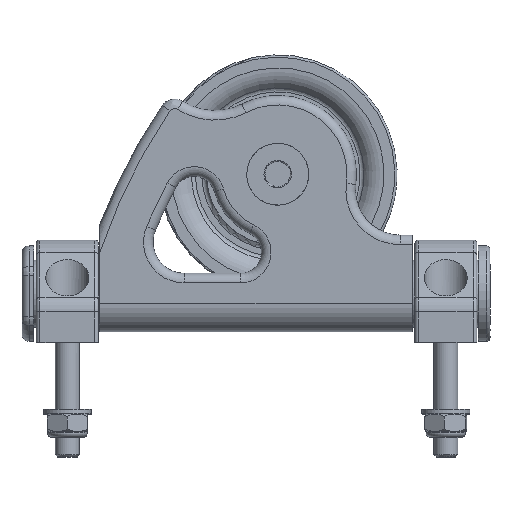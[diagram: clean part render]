
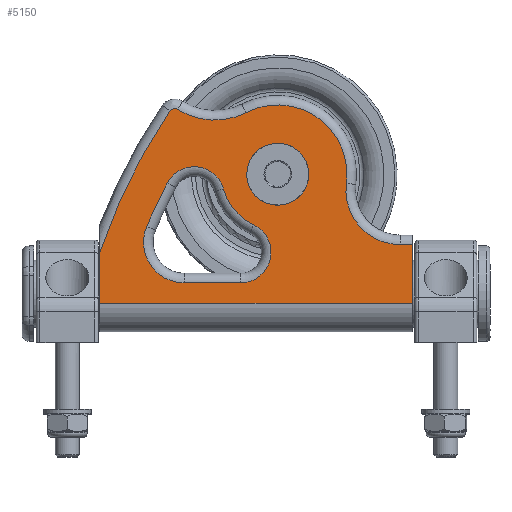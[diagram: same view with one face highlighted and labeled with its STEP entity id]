
A CAD part, top view. The second image highlights one B-rep face of the part: STEP entity #5150.
In plain terms, the highlighted planar face has unit normal (0, 0, 1).
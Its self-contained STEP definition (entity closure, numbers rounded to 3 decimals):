
#219=LINE('',#8638,#474);
#226=LINE('',#8690,#481);
#228=LINE('',#8700,#483);
#236=LINE('',#8781,#491);
#250=LINE('',#8856,#505);
#251=LINE('',#8896,#506);
#474=VECTOR('',#6510,10.);
#481=VECTOR('',#6529,10.);
#483=VECTOR('',#6539,10.);
#491=VECTOR('',#6643,10.);
#505=VECTOR('',#6727,10.);
#506=VECTOR('',#6770,10.);
#800=PLANE('',#5763);
#958=FACE_BOUND('',#1684,.T.);
#959=FACE_BOUND('',#1685,.T.);
#1247=FACE_OUTER_BOUND('',#1683,.T.);
#1683=EDGE_LOOP('',(#4310,#4311,#4312,#4313,#4314,#4315,#4316,#4317,#4318,
#4319));
#1684=EDGE_LOOP('',(#4320));
#1685=EDGE_LOOP('',(#4321,#4322,#4323,#4324,#4325,#4326));
#1994=CIRCLE('',#5553,23.5);
#1997=CIRCLE('',#5557,12.75);
#1999=CIRCLE('',#5560,12.75);
#2003=CIRCLE('',#5565,231.464);
#2005=CIRCLE('',#5569,17.);
#2025=CIRCLE('',#5605,246.);
#2028=CIRCLE('',#5608,2.25);
#2031=CIRCLE('',#5612,29.);
#2034=CIRCLE('',#5616,29.);
#2037=CIRCLE('',#5620,22.75);
#2102=CIRCLE('',#5735,12.95);
#2382=VERTEX_POINT('',#8636);
#2383=VERTEX_POINT('',#8637);
#2394=VERTEX_POINT('',#8688);
#2398=VERTEX_POINT('',#8698);
#2412=VERTEX_POINT('',#8751);
#2415=VERTEX_POINT('',#8756);
#2416=VERTEX_POINT('',#8760);
#2419=VERTEX_POINT('',#8767);
#2420=VERTEX_POINT('',#8772);
#2423=VERTEX_POINT('',#8779);
#2440=VERTEX_POINT('',#8855);
#2441=VERTEX_POINT('',#8859);
#2443=VERTEX_POINT('',#8873);
#2445=VERTEX_POINT('',#8879);
#2447=VERTEX_POINT('',#8885);
#2449=VERTEX_POINT('',#8891);
#2512=VERTEX_POINT('',#9210);
#2924=EDGE_CURVE('',#2382,#2383,#219,.T.);
#2938=EDGE_CURVE('',#2394,#2383,#226,.T.);
#2943=EDGE_CURVE('',#2394,#2398,#228,.T.);
#2971=EDGE_CURVE('',#2415,#2412,#1994,.T.);
#2974=EDGE_CURVE('',#2412,#2416,#1997,.T.);
#2976=EDGE_CURVE('',#2419,#2415,#1999,.T.);
#2980=EDGE_CURVE('',#2416,#2420,#2003,.T.);
#2982=EDGE_CURVE('',#2423,#2419,#236,.T.);
#2984=EDGE_CURVE('',#2420,#2423,#2005,.T.);
#3016=EDGE_CURVE('',#2440,#2382,#250,.T.);
#3018=EDGE_CURVE('',#2441,#2440,#2025,.T.);
#3021=EDGE_CURVE('',#2443,#2441,#2028,.T.);
#3024=EDGE_CURVE('',#2443,#2445,#2031,.T.);
#3027=EDGE_CURVE('',#2447,#2445,#2034,.T.);
#3030=EDGE_CURVE('',#2447,#2449,#2037,.T.);
#3033=EDGE_CURVE('',#2449,#2398,#251,.T.);
#3141=EDGE_CURVE('',#2512,#2512,#2102,.T.);
#4310=ORIENTED_EDGE('',*,*,#2924,.T.);
#4311=ORIENTED_EDGE('',*,*,#2938,.F.);
#4312=ORIENTED_EDGE('',*,*,#2943,.T.);
#4313=ORIENTED_EDGE('',*,*,#3033,.F.);
#4314=ORIENTED_EDGE('',*,*,#3030,.F.);
#4315=ORIENTED_EDGE('',*,*,#3027,.T.);
#4316=ORIENTED_EDGE('',*,*,#3024,.F.);
#4317=ORIENTED_EDGE('',*,*,#3021,.T.);
#4318=ORIENTED_EDGE('',*,*,#3018,.T.);
#4319=ORIENTED_EDGE('',*,*,#3016,.T.);
#4320=ORIENTED_EDGE('',*,*,#3141,.F.);
#4321=ORIENTED_EDGE('',*,*,#2971,.F.);
#4322=ORIENTED_EDGE('',*,*,#2976,.F.);
#4323=ORIENTED_EDGE('',*,*,#2982,.F.);
#4324=ORIENTED_EDGE('',*,*,#2984,.F.);
#4325=ORIENTED_EDGE('',*,*,#2980,.F.);
#4326=ORIENTED_EDGE('',*,*,#2974,.F.);
#5150=ADVANCED_FACE('',(#1247,#958,#959),#800,.T.);
#5553=AXIS2_PLACEMENT_3D('',#8758,#6613,#6614);
#5557=AXIS2_PLACEMENT_3D('',#8764,#6621,#6622);
#5560=AXIS2_PLACEMENT_3D('',#8769,#6627,#6628);
#5565=AXIS2_PLACEMENT_3D('',#8776,#6637,#6638);
#5569=AXIS2_PLACEMENT_3D('',#8784,#6647,#6648);
#5605=AXIS2_PLACEMENT_3D('',#8860,#6732,#6733);
#5608=AXIS2_PLACEMENT_3D('',#8874,#6738,#6739);
#5612=AXIS2_PLACEMENT_3D('',#8880,#6746,#6747);
#5616=AXIS2_PLACEMENT_3D('',#8886,#6754,#6755);
#5620=AXIS2_PLACEMENT_3D('',#8892,#6762,#6763);
#5735=AXIS2_PLACEMENT_3D('',#9211,#7031,#7032);
#5763=AXIS2_PLACEMENT_3D('',#9428,#7115,#7116);
#6510=DIRECTION('',(0.,-1.,0.));
#6529=DIRECTION('',(-1.,0.,0.));
#6539=DIRECTION('',(0.,1.,0.));
#6613=DIRECTION('center_axis',(0.,0.,-1.));
#6614=DIRECTION('ref_axis',(-0.766,-0.643,0.));
#6621=DIRECTION('center_axis',(0.,0.,1.));
#6622=DIRECTION('ref_axis',(0.108,0.994,0.));
#6627=DIRECTION('center_axis',(0.,0.,1.));
#6628=DIRECTION('ref_axis',(0.976,-0.22,0.));
#6637=DIRECTION('center_axis',(0.,0.,1.));
#6638=DIRECTION('ref_axis',(-0.904,0.428,0.));
#6643=DIRECTION('',(1.,0.,0.));
#6647=DIRECTION('center_axis',(0.,0.,1.));
#6648=DIRECTION('ref_axis',(-0.833,-0.553,0.));
#6727=DIRECTION('',(-0.947,0.321,0.));
#6732=DIRECTION('center_axis',(0.,0.,1.));
#6733=DIRECTION('ref_axis',(1.,0.,0.));
#6738=DIRECTION('center_axis',(0.,0.,1.));
#6739=DIRECTION('ref_axis',(1.,0.,0.));
#6746=DIRECTION('center_axis',(0.,0.,1.));
#6747=DIRECTION('ref_axis',(-1.,0.,0.));
#6754=DIRECTION('center_axis',(0.,0.,1.));
#6755=DIRECTION('ref_axis',(1.,0.,0.));
#6762=DIRECTION('center_axis',(0.,0.,1.));
#6763=DIRECTION('ref_axis',(-1.,0.,0.));
#6770=DIRECTION('',(1.,0.,0.));
#7031=DIRECTION('center_axis',(0.,0.,1.));
#7032=DIRECTION('ref_axis',(0.707,0.707,0.));
#7115=DIRECTION('center_axis',(0.,0.,1.));
#7116=DIRECTION('ref_axis',(1.,0.,0.));
#8636=CARTESIAN_POINT('',(-74.59,33.236,15.5));
#8637=CARTESIAN_POINT('',(-74.59,12.,15.5));
#8638=CARTESIAN_POINT('',(-74.59,27.759,15.5));
#8688=CARTESIAN_POINT('',(56.41,12.,15.5));
#8690=CARTESIAN_POINT('',(-102.09,12.,15.5));
#8698=CARTESIAN_POINT('',(56.41,36.5,15.5));
#8700=CARTESIAN_POINT('',(56.41,24.029,15.5));
#8751=CARTESIAN_POINT('',(-22.658,59.765,15.5));
#8756=CARTESIAN_POINT('',(-10.074,44.769,15.5));
#8758=CARTESIAN_POINT('Origin',(0.,66.,15.5));
#8760=CARTESIAN_POINT('',(-46.226,62.336,15.5));
#8764=CARTESIAN_POINT('Origin',(-34.951,56.383,15.5));
#8767=CARTESIAN_POINT('',(-15.54,20.5,15.5));
#8769=CARTESIAN_POINT('Origin',(-15.54,33.25,15.5));
#8772=CARTESIAN_POINT('',(-54.861,44.098,15.5));
#8776=CARTESIAN_POINT('Origin',(158.46,-45.735,15.5));
#8779=CARTESIAN_POINT('',(-39.193,20.5,15.5));
#8781=CARTESIAN_POINT('',(-11.771,20.5,15.5));
#8784=CARTESIAN_POINT('Origin',(-39.193,37.5,15.5));
#8855=CARTESIAN_POINT('',(-74.527,33.215,15.5));
#8856=CARTESIAN_POINT('',(-46.936,23.865,15.5));
#8859=CARTESIAN_POINT('',(-45.017,92.514,15.5));
#8860=CARTESIAN_POINT('Origin',(158.46,-45.735,15.5));
#8873=CARTESIAN_POINT('',(-41.951,93.15,15.5));
#8874=CARTESIAN_POINT('Origin',(-43.156,91.25,15.5));
#8879=CARTESIAN_POINT('',(-13.207,91.818,15.5));
#8880=CARTESIAN_POINT('Origin',(-26.413,117.637,15.5));
#8885=CARTESIAN_POINT('',(28.752,62.217,15.5));
#8886=CARTESIAN_POINT('Origin',(0.,66.,15.5));
#8891=CARTESIAN_POINT('',(51.308,36.5,15.5));
#8892=CARTESIAN_POINT('Origin',(51.308,59.25,15.5));
#8896=CARTESIAN_POINT('',(56.41,36.5,15.5));
#9210=CARTESIAN_POINT('',(-12.922,66.849,15.5));
#9211=CARTESIAN_POINT('Origin',(0.,66.,15.5));
#9428=CARTESIAN_POINT('Origin',(-8.002,35.53,15.5));
